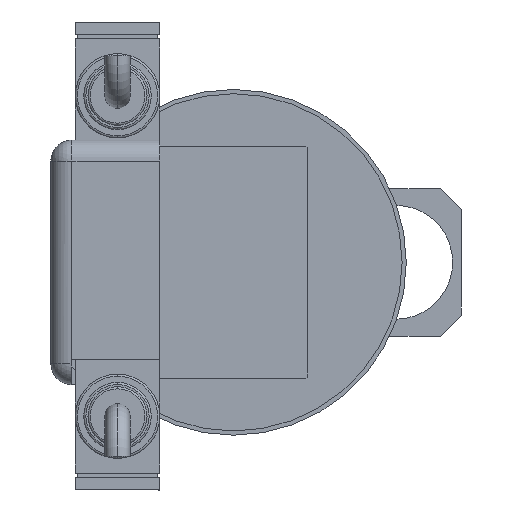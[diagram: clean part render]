
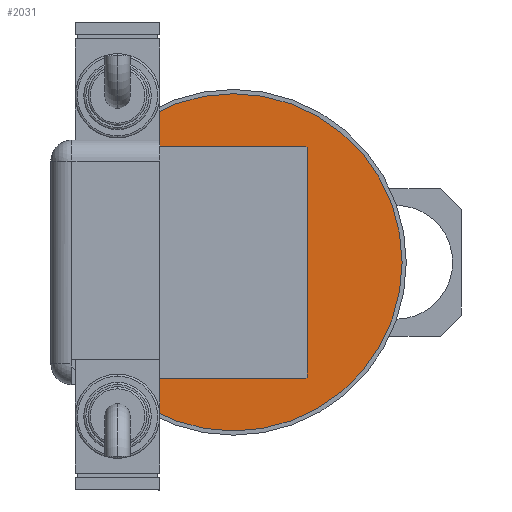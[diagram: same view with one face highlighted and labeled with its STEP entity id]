
A CAD part, left-side view. The second image highlights one B-rep face of the part: STEP entity #2031.
In plain terms, the highlighted face is planar.
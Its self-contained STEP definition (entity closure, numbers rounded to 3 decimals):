
#533 = DIRECTION ( 'NONE',  ( 1., 0., 0. ) ) ;
#1128 = VERTEX_POINT ( 'NONE', #13618 ) ;
#1600 = AXIS2_PLACEMENT_3D ( 'NONE', #10479, #17157, #11718 ) ;
#2031 = ADVANCED_FACE ( 'NONE', ( #5006 ), #3530, .F. ) ;
#2425 = DIRECTION ( 'NONE',  ( 1., 0., 0. ) ) ;
#3530 = PLANE ( 'NONE',  #1600 ) ;
#5006 = FACE_OUTER_BOUND ( 'NONE', #22099, .T. ) ;
#5832 = CARTESIAN_POINT ( 'NONE',  ( 0., 0., 0. ) ) ;
#8467 = ORIENTED_EDGE ( 'NONE', *, *, #8950, .F. ) ;
#8583 = CARTESIAN_POINT ( 'NONE',  ( -40., 0., 0. ) ) ;
#8950 = EDGE_CURVE ( 'NONE', #15228, #1128, #9683, .T. ) ;
#9683 = CIRCLE ( 'NONE', #15832, 40. ) ;
#10479 = CARTESIAN_POINT ( 'NONE',  ( 0., 0., 0. ) ) ;
#11718 = DIRECTION ( 'NONE',  ( 1., 0., 0. ) ) ;
#13191 = DIRECTION ( 'NONE',  ( 0., 0., 1. ) ) ;
#13618 = CARTESIAN_POINT ( 'NONE',  ( 40., 0., 0. ) ) ;
#13788 = EDGE_CURVE ( 'NONE', #1128, #15228, #19158, .T. ) ;
#14276 = CARTESIAN_POINT ( 'NONE',  ( 0., 0., 0. ) ) ;
#15228 = VERTEX_POINT ( 'NONE', #8583 ) ;
#15832 = AXIS2_PLACEMENT_3D ( 'NONE', #5832, #13191, #2425 ) ;
#16974 = AXIS2_PLACEMENT_3D ( 'NONE', #14276, #21314, #533 ) ;
#17157 = DIRECTION ( 'NONE',  ( 0., 0., 1. ) ) ;
#19158 = CIRCLE ( 'NONE', #16974, 40. ) ;
#21314 = DIRECTION ( 'NONE',  ( 0., 0., 1. ) ) ;
#21910 = ORIENTED_EDGE ( 'NONE', *, *, #13788, .F. ) ;
#22099 = EDGE_LOOP ( 'NONE', ( #8467, #21910 ) ) ;
